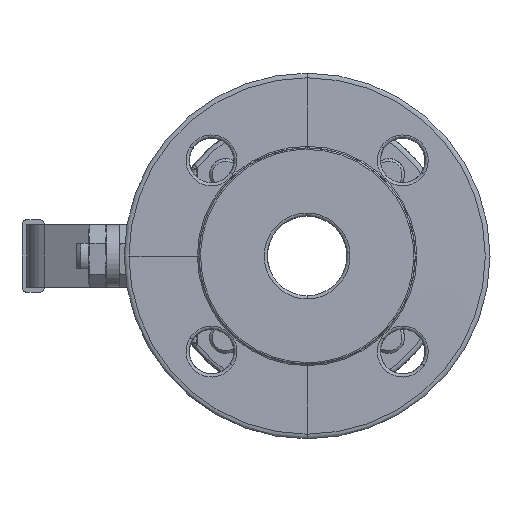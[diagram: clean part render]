
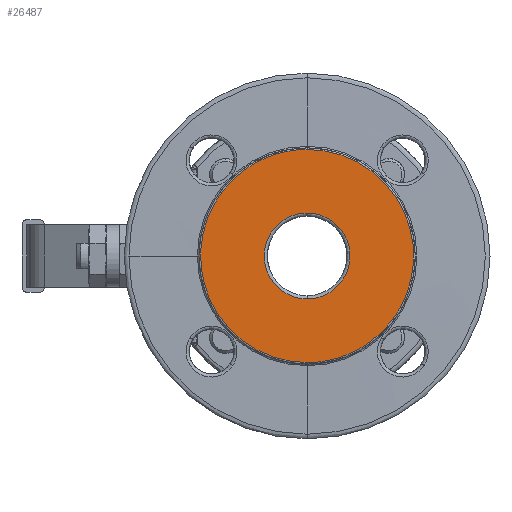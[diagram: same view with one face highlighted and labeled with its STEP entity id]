
A CAD part, left-side view. The second image highlights one B-rep face of the part: STEP entity #26487.
In plain terms, the highlighted planar face has unit normal (-1, 0, 0).
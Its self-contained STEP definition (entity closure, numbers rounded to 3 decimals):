
#815 = AXIS2_PLACEMENT_3D ( 'NONE', #17719, #17724, #17725 ) ;
#8912 = ORIENTED_EDGE ( 'NONE', *, *, #17467, .F. ) ;
#8916 = ORIENTED_EDGE ( 'NONE', *, *, #17594, .F. ) ;
#9615 = ORIENTED_EDGE ( 'NONE', *, *, #17465, .F. ) ;
#10827 = ORIENTED_EDGE ( 'NONE', *, *, #17596, .F. ) ;
#17465 = EDGE_CURVE ( 'NONE', #61067, #60870, #37539, .T. ) ;
#17467 = EDGE_CURVE ( 'NONE', #60969, #61033, #37540, .T. ) ;
#17594 = EDGE_CURVE ( 'NONE', #61033, #60969, #37565, .T. ) ;
#17596 = EDGE_CURVE ( 'NONE', #60870, #61067, #37567, .T. ) ;
#17716 = PLANE ( 'NONE',  #815 ) ;
#17719 = CARTESIAN_POINT ( 'NONE',  ( -53., -33.902, 33.902 ) ) ;
#17724 = DIRECTION ( 'NONE',  ( 1., 0., 0. ) ) ;
#17725 = DIRECTION ( 'NONE',  ( 0., 0., -1. ) ) ;
#19692 = EDGE_LOOP ( 'NONE', ( #8912, #8916 ) ) ;
#19709 = EDGE_LOOP ( 'NONE', ( #10827, #9615 ) ) ;
#26487 = ADVANCED_FACE ( 'NONE', ( #30063, #30074 ), #17716, .F. ) ;
#30063 = FACE_BOUND ( 'NONE', #19692, .T. ) ;
#30074 = FACE_OUTER_BOUND ( 'NONE', #19709, .T. ) ;
#37539 =( BOUNDED_CURVE ( )  B_SPLINE_CURVE ( 3, ( #52076, #52084, #52085, #52086 ),
 .UNSPECIFIED., .F., .T. ) 
 B_SPLINE_CURVE_WITH_KNOTS ( ( 4, 4 ),
 ( 0., 1. ),
 .UNSPECIFIED. ) 
 CURVE ( )  GEOMETRIC_REPRESENTATION_ITEM ( )  RATIONAL_B_SPLINE_CURVE ( ( 0.957, 0.319, 0.319, 0.957 ) ) 
 REPRESENTATION_ITEM ( '' )  );
#37540 =( BOUNDED_CURVE ( )  B_SPLINE_CURVE ( 3, ( #52073, #52088, #52089, #52090 ),
 .UNSPECIFIED., .F., .T. ) 
 B_SPLINE_CURVE_WITH_KNOTS ( ( 4, 4 ),
 ( 0., 1. ),
 .UNSPECIFIED. ) 
 CURVE ( )  GEOMETRIC_REPRESENTATION_ITEM ( )  RATIONAL_B_SPLINE_CURVE ( ( 0.957, 0.319, 0.319, 0.957 ) ) 
 REPRESENTATION_ITEM ( '' )  );
#37565 =( BOUNDED_CURVE ( )  B_SPLINE_CURVE ( 3, ( #52954, #52976, #52977, #52978 ),
 .UNSPECIFIED., .F., .T. ) 
 B_SPLINE_CURVE_WITH_KNOTS ( ( 4, 4 ),
 ( 0., 1. ),
 .UNSPECIFIED. ) 
 CURVE ( )  GEOMETRIC_REPRESENTATION_ITEM ( )  RATIONAL_B_SPLINE_CURVE ( ( 0.957, 0.319, 0.319, 0.957 ) ) 
 REPRESENTATION_ITEM ( '' )  );
#37567 =( BOUNDED_CURVE ( )  B_SPLINE_CURVE ( 3, ( #52975, #52980, #52981, #52982 ),
 .UNSPECIFIED., .F., .T. ) 
 B_SPLINE_CURVE_WITH_KNOTS ( ( 4, 4 ),
 ( 0., 1. ),
 .UNSPECIFIED. ) 
 CURVE ( )  GEOMETRIC_REPRESENTATION_ITEM ( )  RATIONAL_B_SPLINE_CURVE ( ( 0.957, 0.319, 0.319, 0.957 ) ) 
 REPRESENTATION_ITEM ( '' )  );
#52073 = CARTESIAN_POINT ( 'NONE',  ( -53., 0., -13.5 ) ) ;
#52076 = CARTESIAN_POINT ( 'NONE',  ( -53., 0., 33.5 ) ) ;
#52084 = CARTESIAN_POINT ( 'NONE',  ( -53., -67., 33.5 ) ) ;
#52085 = CARTESIAN_POINT ( 'NONE',  ( -53., -67., -33.5 ) ) ;
#52086 = CARTESIAN_POINT ( 'NONE',  ( -53., 0., -33.5 ) ) ;
#52088 = CARTESIAN_POINT ( 'NONE',  ( -53., -27., -13.5 ) ) ;
#52089 = CARTESIAN_POINT ( 'NONE',  ( -53., -27., 13.5 ) ) ;
#52090 = CARTESIAN_POINT ( 'NONE',  ( -53., 0., 13.5 ) ) ;
#52954 = CARTESIAN_POINT ( 'NONE',  ( -53., 0., 13.5 ) ) ;
#52975 = CARTESIAN_POINT ( 'NONE',  ( -53., 0., -33.5 ) ) ;
#52976 = CARTESIAN_POINT ( 'NONE',  ( -53., 27., 13.5 ) ) ;
#52977 = CARTESIAN_POINT ( 'NONE',  ( -53., 27., -13.5 ) ) ;
#52978 = CARTESIAN_POINT ( 'NONE',  ( -53., 0., -13.5 ) ) ;
#52980 = CARTESIAN_POINT ( 'NONE',  ( -53., 67., -33.5 ) ) ;
#52981 = CARTESIAN_POINT ( 'NONE',  ( -53., 67., 33.5 ) ) ;
#52982 = CARTESIAN_POINT ( 'NONE',  ( -53., 0., 33.5 ) ) ;
#57788 = CARTESIAN_POINT ( 'NONE',  ( -53., 0., -33.5 ) ) ;
#57887 = CARTESIAN_POINT ( 'NONE',  ( -53., 0., -13.5 ) ) ;
#57951 = CARTESIAN_POINT ( 'NONE',  ( -53., 0., 13.5 ) ) ;
#57985 = CARTESIAN_POINT ( 'NONE',  ( -53., 0., 33.5 ) ) ;
#60870 = VERTEX_POINT ( 'NONE', #57788 ) ;
#60969 = VERTEX_POINT ( 'NONE', #57887 ) ;
#61033 = VERTEX_POINT ( 'NONE', #57951 ) ;
#61067 = VERTEX_POINT ( 'NONE', #57985 ) ;
